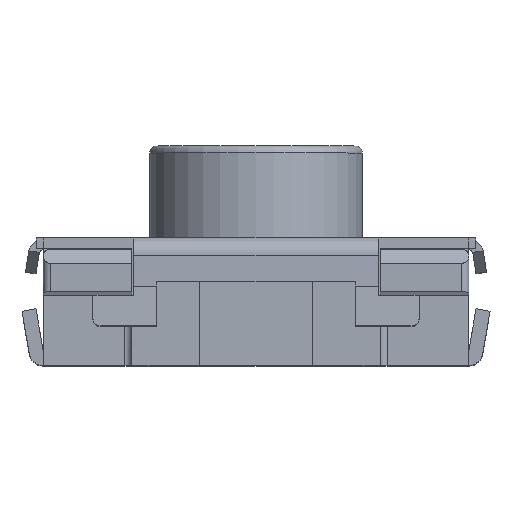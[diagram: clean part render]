
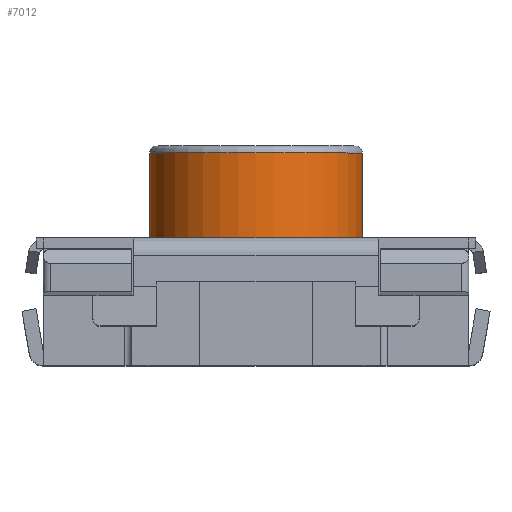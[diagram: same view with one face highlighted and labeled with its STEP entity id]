
A CAD part, top view. The second image highlights one B-rep face of the part: STEP entity #7012.
In plain terms, the highlighted cylindrical face has radius 1.5 mm (diameter 3 mm), a partial arc.
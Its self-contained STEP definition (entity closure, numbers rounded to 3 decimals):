
#21 = ORIENTED_EDGE ( 'NONE', *, *, #4335, .F. ) ;
#22 = ORIENTED_EDGE ( 'NONE', *, *, #6990, .T. ) ;
#28 = ORIENTED_EDGE ( 'NONE', *, *, #4336, .F. ) ;
#511 = EDGE_LOOP ( 'NONE', ( #6242, #22, #28, #21 ) ) ;
#1014 = LINE ( 'NONE', #1900, #5871 ) ;
#1900 = CARTESIAN_POINT ( 'NONE',  ( 1.5, 1.3, 0. ) ) ;
#1901 = DIRECTION ( 'NONE',  ( 0., -1., 0. ) ) ;
#1902 = CARTESIAN_POINT ( 'NONE',  ( 0., 1.65, 0. ) ) ;
#1903 = DIRECTION ( 'NONE',  ( 0., -1., 0. ) ) ;
#1904 = DIRECTION ( 'NONE',  ( 1., 0., 0. ) ) ;
#1908 = CARTESIAN_POINT ( 'NONE',  ( 0., 3., 0. ) ) ;
#1909 = DIRECTION ( 'NONE',  ( 0., -1., 0. ) ) ;
#1910 = DIRECTION ( 'NONE',  ( 1., 0., 0. ) ) ;
#2806 = VECTOR ( 'NONE', #3708, 1000. ) ;
#2826 = AXIS2_PLACEMENT_3D ( 'NONE', #3775, #3776, #3777 ) ;
#3049 = LINE ( 'NONE', #3707, #2806 ) ;
#3075 = CYLINDRICAL_SURFACE ( 'NONE', #2826, 1.5 ) ;
#3076 = FACE_OUTER_BOUND ( 'NONE', #511, .T. ) ;
#3268 = CARTESIAN_POINT ( 'NONE',  ( -1.5, 1.65, 0. ) ) ;
#3282 = CARTESIAN_POINT ( 'NONE',  ( 1.5, 1.65, 0. ) ) ;
#3351 = CARTESIAN_POINT ( 'NONE',  ( -1.5, 3., 0. ) ) ;
#3358 = CARTESIAN_POINT ( 'NONE',  ( 1.5, 3., 0. ) ) ;
#3707 = CARTESIAN_POINT ( 'NONE',  ( -1.5, 1.3, 0. ) ) ;
#3708 = DIRECTION ( 'NONE',  ( 0., -1., 0. ) ) ;
#3775 = CARTESIAN_POINT ( 'NONE',  ( 0., 1.3, 0. ) ) ;
#3776 = DIRECTION ( 'NONE',  ( 0., -1., 0. ) ) ;
#3777 = DIRECTION ( 'NONE',  ( 1., 0., 0. ) ) ;
#4335 = EDGE_CURVE ( 'NONE', #6219, #5850, #1014, .T. ) ;
#4336 = EDGE_CURVE ( 'NONE', #5850, #5836, #5862, .T. ) ;
#4338 = EDGE_CURVE ( 'NONE', #6219, #6212, #5869, .T. ) ;
#5836 = VERTEX_POINT ( 'NONE', #3268 ) ;
#5850 = VERTEX_POINT ( 'NONE', #3282 ) ;
#5862 = CIRCLE ( 'NONE', #5872, 1.5 ) ;
#5869 = CIRCLE ( 'NONE', #5875, 1.5 ) ;
#5871 = VECTOR ( 'NONE', #1901, 1000. ) ;
#5872 = AXIS2_PLACEMENT_3D ( 'NONE', #1902, #1903, #1904 ) ;
#5875 = AXIS2_PLACEMENT_3D ( 'NONE', #1908, #1909, #1910 ) ;
#6212 = VERTEX_POINT ( 'NONE', #3351 ) ;
#6219 = VERTEX_POINT ( 'NONE', #3358 ) ;
#6242 = ORIENTED_EDGE ( 'NONE', *, *, #4338, .T. ) ;
#6990 = EDGE_CURVE ( 'NONE', #6212, #5836, #3049, .T. ) ;
#7012 = ADVANCED_FACE ( 'NONE', ( #3076 ), #3075, .T. ) ;
